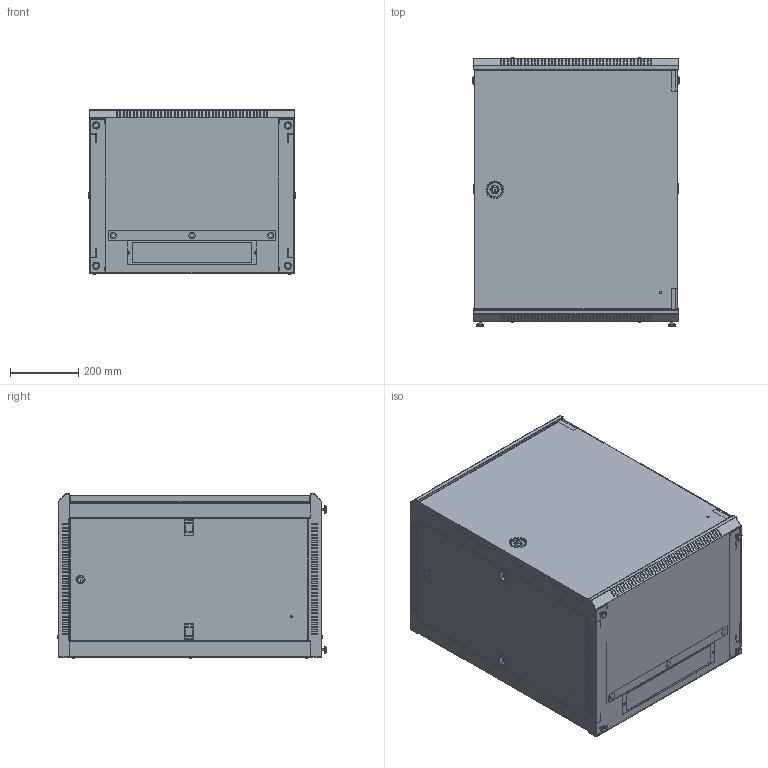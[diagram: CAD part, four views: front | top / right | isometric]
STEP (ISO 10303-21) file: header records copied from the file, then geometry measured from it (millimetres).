
FILE_DESCRIPTION (( 'STEP AP214' ), '1' );
FILE_NAME ('LWR3-15U64-MF ITK Øêàô LINEA W 15U 600x450 ìì äâåðü ìåòàëë, RAL7035.STEP', '2018-11-27T14:02:58', ( '' ), ( '' ), 'SwSTEP 2.0', 'SolidWorks 2014', '' );
FILE_SCHEMA (( 'AUTOMOTIVE_DESIGN' ));
Length unit declared in the file: millimetre
Products named in the file (1): LWR3-15U64-MF  ITK Øêàô LINEA W 15U 600x450 ìì äâåðü ìåòàëë, RAL7035
Bounding box: 604.6 x 787.41 x 480 mm (x, y, z)
Volume: 4157453.7 mm3; surface area: 6149825.3 mm2
Topology: 19 solids, 23 shells, 5351 faces, 15664 edges, 10392 vertices
Faces by surface type: plane 4192, cylinder 1041, torus 52, cone 52, sphere 14
Entity records: 180260 total; most frequent: CARTESIAN_POINT 32760, ORIENTED_EDGE 31328, DIRECTION 28434, EDGE_CURVE 15664, VECTOR 12918, LINE 12918, VERTEX_POINT 10392, AXIS2_PLACEMENT_3D 7758
